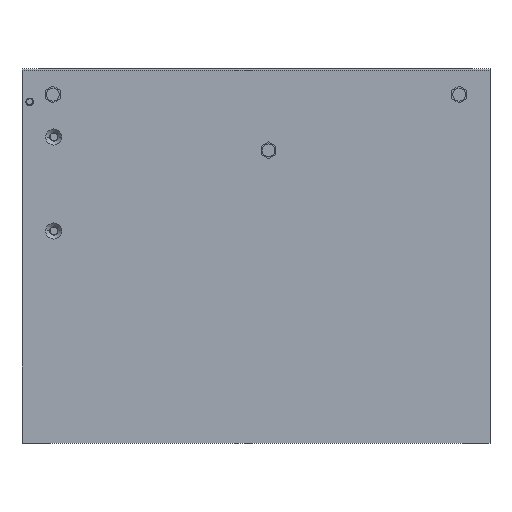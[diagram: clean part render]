
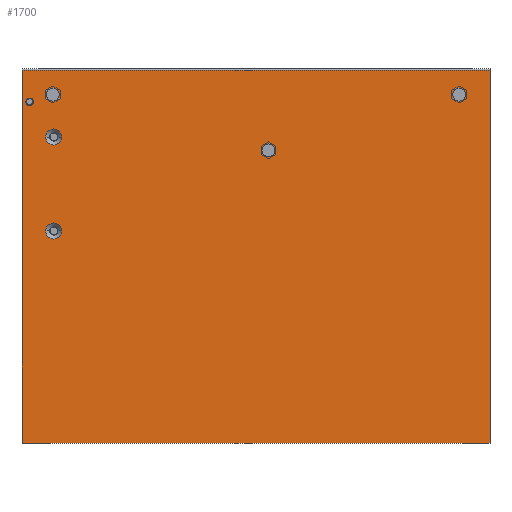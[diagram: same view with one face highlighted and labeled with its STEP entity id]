
A CAD part, front view. The second image highlights one B-rep face of the part: STEP entity #1700.
In plain terms, the highlighted planar face has unit normal (0, -1, 0).
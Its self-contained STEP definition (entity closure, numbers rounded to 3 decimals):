
#52=DIRECTION('',(0.,0.,-1.));
#53=VECTOR('',#52,123.);
#54=CARTESIAN_POINT('',(-77.2,8.3,72.));
#55=LINE('',#54,#53);
#418=DIRECTION('',(0.,0.,-1.));
#419=VECTOR('',#418,123.);
#420=CARTESIAN_POINT('',(77.2,8.3,72.));
#421=LINE('',#420,#419);
#531=DIRECTION('',(1.,0.,0.));
#532=VECTOR('',#531,154.4);
#533=CARTESIAN_POINT('',(-77.2,8.3,-51.));
#534=LINE('',#533,#532);
#581=DIRECTION('',(-1.,0.,0.));
#582=VECTOR('',#581,154.4);
#583=CARTESIAN_POINT('',(77.2,8.3,72.));
#584=LINE('',#583,#582);
#588=CARTESIAN_POINT('',(-67.,8.3,64.));
#589=DIRECTION('',(0.,1.,0.));
#590=DIRECTION('',(1.,0.,0.));
#591=AXIS2_PLACEMENT_3D('',#588,#589,#590);
#596=CARTESIAN_POINT('',(-67.,8.3,64.));
#597=DIRECTION('',(0.,1.,0.));
#598=DIRECTION('',(-1.,0.,0.));
#599=AXIS2_PLACEMENT_3D('',#596,#597,#598);
#604=CARTESIAN_POINT('',(67.,8.3,64.));
#605=DIRECTION('',(0.,1.,0.));
#606=DIRECTION('',(1.,0.,0.));
#607=AXIS2_PLACEMENT_3D('',#604,#605,#606);
#612=CARTESIAN_POINT('',(67.,8.3,64.));
#613=DIRECTION('',(0.,1.,0.));
#614=DIRECTION('',(-1.,0.,0.));
#615=AXIS2_PLACEMENT_3D('',#612,#613,#614);
#620=CARTESIAN_POINT('',(-74.7,8.3,61.6));
#621=DIRECTION('',(0.,1.,0.));
#622=DIRECTION('',(1.,0.,0.));
#623=AXIS2_PLACEMENT_3D('',#620,#621,#622);
#628=CARTESIAN_POINT('',(-74.7,8.3,61.6));
#629=DIRECTION('',(0.,1.,0.));
#630=DIRECTION('',(-1.,0.,0.));
#631=AXIS2_PLACEMENT_3D('',#628,#629,#630);
#636=CARTESIAN_POINT('',(4.1,8.3,45.6));
#637=DIRECTION('',(0.,-1.,0.));
#638=DIRECTION('',(1.,0.,0.));
#639=AXIS2_PLACEMENT_3D('',#636,#637,#638);
#644=CARTESIAN_POINT('',(4.1,8.3,45.6));
#645=DIRECTION('',(0.,-1.,0.));
#646=DIRECTION('',(-1.,0.,0.));
#647=AXIS2_PLACEMENT_3D('',#644,#645,#646);
#652=CARTESIAN_POINT('',(-66.7,8.3,50.));
#653=DIRECTION('',(0.,1.,0.));
#654=DIRECTION('',(-1.,0.,0.));
#655=AXIS2_PLACEMENT_3D('',#652,#653,#654);
#660=CARTESIAN_POINT('',(-66.7,8.3,50.));
#661=DIRECTION('',(0.,1.,0.));
#662=DIRECTION('',(1.,0.,0.));
#663=AXIS2_PLACEMENT_3D('',#660,#661,#662);
#668=CARTESIAN_POINT('',(-66.7,8.3,19.));
#669=DIRECTION('',(0.,1.,0.));
#670=DIRECTION('',(-1.,0.,0.));
#671=AXIS2_PLACEMENT_3D('',#668,#669,#670);
#676=CARTESIAN_POINT('',(-66.7,8.3,19.));
#677=DIRECTION('',(0.,1.,0.));
#678=DIRECTION('',(1.,0.,0.));
#679=AXIS2_PLACEMENT_3D('',#676,#677,#678);
#1053=CARTESIAN_POINT('',(-77.2,8.3,-51.));
#1054=VERTEX_POINT('',#1053);
#1055=CARTESIAN_POINT('',(77.2,8.3,-51.));
#1056=VERTEX_POINT('',#1055);
#1111=CARTESIAN_POINT('',(-77.2,8.3,72.));
#1112=VERTEX_POINT('',#1111);
#1113=CARTESIAN_POINT('',(77.2,8.3,72.));
#1114=VERTEX_POINT('',#1113);
#1135=CARTESIAN_POINT('',(-64.875,8.3,64.));
#1136=CARTESIAN_POINT('',(-69.125,8.3,64.));
#1137=VERTEX_POINT('',#1135);
#1138=VERTEX_POINT('',#1136);
#1139=CARTESIAN_POINT('',(69.125,8.3,64.));
#1140=CARTESIAN_POINT('',(64.875,8.3,64.));
#1141=VERTEX_POINT('',#1139);
#1142=VERTEX_POINT('',#1140);
#1147=CARTESIAN_POINT('',(-73.675,8.3,61.6));
#1148=CARTESIAN_POINT('',(-75.725,8.3,61.6));
#1149=VERTEX_POINT('',#1147);
#1150=VERTEX_POINT('',#1148);
#1165=CARTESIAN_POINT('',(6.225,8.3,45.6));
#1166=CARTESIAN_POINT('',(1.975,8.3,45.6));
#1167=VERTEX_POINT('',#1165);
#1168=VERTEX_POINT('',#1166);
#1177=CARTESIAN_POINT('',(-69.35,8.3,50.));
#1178=CARTESIAN_POINT('',(-64.05,8.3,50.));
#1179=VERTEX_POINT('',#1177);
#1180=VERTEX_POINT('',#1178);
#1185=CARTESIAN_POINT('',(-69.35,8.3,19.));
#1186=CARTESIAN_POINT('',(-64.05,8.3,19.));
#1187=VERTEX_POINT('',#1185);
#1188=VERTEX_POINT('',#1186);
#1652=CARTESIAN_POINT('',(-77.2,8.3,72.5));
#1653=DIRECTION('',(0.,-1.,0.));
#1654=DIRECTION('',(0.,0.,-1.));
#1655=AXIS2_PLACEMENT_3D('',#1652,#1653,#1654);
#1656=PLANE('',#1655);
#1657=ORIENTED_EDGE('',*,*,#1210,.F.);
#1659=ORIENTED_EDGE('',*,*,#1658,.F.);
#1660=ORIENTED_EDGE('',*,*,#1505,.T.);
#1661=ORIENTED_EDGE('',*,*,#1579,.F.);
#1662=EDGE_LOOP('',(#1657,#1659,#1660,#1661));
#1663=FACE_OUTER_BOUND('',#1662,.F.);
#1665=ORIENTED_EDGE('',*,*,#1664,.F.);
#1667=ORIENTED_EDGE('',*,*,#1666,.F.);
#1668=EDGE_LOOP('',(#1665,#1667));
#1669=FACE_BOUND('',#1668,.F.);
#1671=ORIENTED_EDGE('',*,*,#1670,.F.);
#1673=ORIENTED_EDGE('',*,*,#1672,.F.);
#1674=EDGE_LOOP('',(#1671,#1673));
#1675=FACE_BOUND('',#1674,.F.);
#1677=ORIENTED_EDGE('',*,*,#1676,.F.);
#1679=ORIENTED_EDGE('',*,*,#1678,.F.);
#1680=EDGE_LOOP('',(#1677,#1679));
#1681=FACE_BOUND('',#1680,.F.);
#1683=ORIENTED_EDGE('',*,*,#1682,.T.);
#1685=ORIENTED_EDGE('',*,*,#1684,.T.);
#1686=EDGE_LOOP('',(#1683,#1685));
#1687=FACE_BOUND('',#1686,.F.);
#1689=ORIENTED_EDGE('',*,*,#1688,.F.);
#1691=ORIENTED_EDGE('',*,*,#1690,.F.);
#1692=EDGE_LOOP('',(#1689,#1691));
#1693=FACE_BOUND('',#1692,.F.);
#1695=ORIENTED_EDGE('',*,*,#1694,.F.);
#1697=ORIENTED_EDGE('',*,*,#1696,.F.);
#1698=EDGE_LOOP('',(#1695,#1697));
#1699=FACE_BOUND('',#1698,.F.);
#592=CIRCLE('',#591,2.125);
#600=CIRCLE('',#599,2.125);
#608=CIRCLE('',#607,2.125);
#616=CIRCLE('',#615,2.125);
#624=CIRCLE('',#623,1.025);
#632=CIRCLE('',#631,1.025);
#640=CIRCLE('',#639,2.125);
#648=CIRCLE('',#647,2.125);
#656=CIRCLE('',#655,2.65);
#664=CIRCLE('',#663,2.65);
#672=CIRCLE('',#671,2.65);
#680=CIRCLE('',#679,2.65);
#1210=EDGE_CURVE('',#1112,#1054,#55,.T.);
#1505=EDGE_CURVE('',#1114,#1056,#421,.T.);
#1579=EDGE_CURVE('',#1054,#1056,#534,.T.);
#1658=EDGE_CURVE('',#1114,#1112,#584,.T.);
#1664=EDGE_CURVE('',#1137,#1138,#592,.T.);
#1666=EDGE_CURVE('',#1138,#1137,#600,.T.);
#1670=EDGE_CURVE('',#1141,#1142,#608,.T.);
#1672=EDGE_CURVE('',#1142,#1141,#616,.T.);
#1676=EDGE_CURVE('',#1149,#1150,#624,.T.);
#1678=EDGE_CURVE('',#1150,#1149,#632,.T.);
#1682=EDGE_CURVE('',#1167,#1168,#640,.T.);
#1684=EDGE_CURVE('',#1168,#1167,#648,.T.);
#1688=EDGE_CURVE('',#1179,#1180,#656,.T.);
#1690=EDGE_CURVE('',#1180,#1179,#664,.T.);
#1694=EDGE_CURVE('',#1187,#1188,#672,.T.);
#1696=EDGE_CURVE('',#1188,#1187,#680,.T.);
#1700=ADVANCED_FACE('',(#1663,#1669,#1675,#1681,#1687,#1693,#1699),#1656,.T.);
